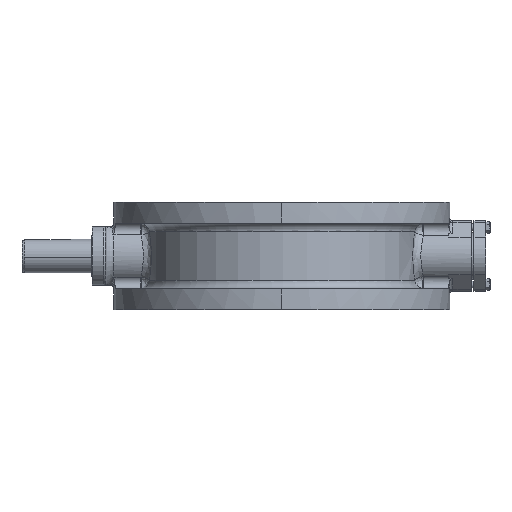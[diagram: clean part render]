
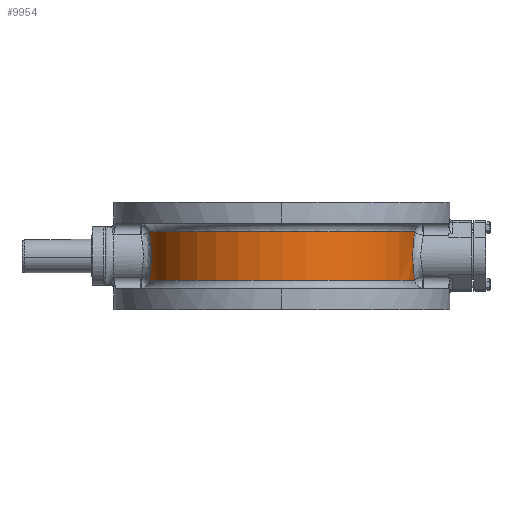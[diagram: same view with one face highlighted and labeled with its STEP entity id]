
A CAD part, front view. The second image highlights one B-rep face of the part: STEP entity #9954.
In plain terms, the highlighted cylindrical face has radius 255.588 mm (diameter 511.175 mm), a partial arc.
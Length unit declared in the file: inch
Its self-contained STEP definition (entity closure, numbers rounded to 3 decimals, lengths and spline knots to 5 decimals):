
#3606=CARTESIAN_POINT('',(9.90236,-1.78806,
-1.81241));
#3607=CARTESIAN_POINT('',(9.89698,-1.81784,
-1.77927));
#3608=CARTESIAN_POINT('',(9.88629,-1.87555,
-1.71122));
#3609=CARTESIAN_POINT('',(9.87037,-1.95752,
-1.60449));
#3610=CARTESIAN_POINT('',(9.85486,-2.0341,
-1.49313));
#3611=CARTESIAN_POINT('',(9.83991,-2.10517,
-1.37754));
#3612=CARTESIAN_POINT('',(9.8257,-2.17045,
-1.25806));
#3613=CARTESIAN_POINT('',(9.8124,-2.22976,
-1.13506));
#3614=CARTESIAN_POINT('',(9.80016,-2.2829,
-1.00889));
#3615=CARTESIAN_POINT('',(9.78913,-2.32971,
-0.87991));
#3616=CARTESIAN_POINT('',(9.77943,-2.37006,
-0.74851));
#3617=CARTESIAN_POINT('',(9.77117,-2.40386,
-0.61507));
#3618=CARTESIAN_POINT('',(9.76445,-2.43098,
-0.47999));
#3619=CARTESIAN_POINT('',(9.75935,-2.45135,
-0.34368));
#3620=CARTESIAN_POINT('',(9.75592,-2.46495,
-0.20652));
#3621=CARTESIAN_POINT('',(9.75419,-2.47178,
-0.06885));
#3622=CARTESIAN_POINT('',(9.75419,-2.47177,
0.06899));
#3623=CARTESIAN_POINT('',(9.75592,-2.46494,
0.20666));
#3624=CARTESIAN_POINT('',(9.75935,-2.45133,
0.3438));
#3625=CARTESIAN_POINT('',(9.76445,-2.43097,
0.48007));
#3626=CARTESIAN_POINT('',(9.77117,-2.40385,
0.61511));
#3627=CARTESIAN_POINT('',(9.77943,-2.37006,
0.74853));
#3628=CARTESIAN_POINT('',(9.78913,-2.3297,
0.87995));
#3629=CARTESIAN_POINT('',(9.80017,-2.28287,1.00897));
#3630=CARTESIAN_POINT('',(9.81241,-2.2297,1.13518));
#3631=CARTESIAN_POINT('',(9.82572,-2.17038,1.25821));
#3632=CARTESIAN_POINT('',(9.83993,-2.10508,1.3777));
#3633=CARTESIAN_POINT('',(9.85488,-2.034,1.49328));
#3634=CARTESIAN_POINT('',(9.87039,-1.95743,1.60461));
#3635=CARTESIAN_POINT('',(9.8863,-1.87547,1.71133));
#3636=CARTESIAN_POINT('',(9.89699,-1.81781,1.77927));
#3637=CARTESIAN_POINT('',(9.90237,-1.78803,1.81241));
#3639=CARTESIAN_POINT('',(0.,0.,-1.8125));
#3640=DIRECTION('',(0.,0.,-1.));
#3641=DIRECTION('',(0.984,-0.178,0.));
#3642=AXIS2_PLACEMENT_3D('',#3639,#3640,#3641);
#3644=CARTESIAN_POINT('',(-9.8567,-2.02468,1.8125));
#3645=CARTESIAN_POINT('',(-9.85068,-2.05399,
1.77556));
#3646=CARTESIAN_POINT('',(-9.83871,-2.11095,
1.70019));
#3647=CARTESIAN_POINT('',(-9.82121,-2.19083,
1.58197));
#3648=CARTESIAN_POINT('',(-9.80431,-2.2652,
1.45909));
#3649=CARTESIAN_POINT('',(-9.78824,-2.33362,
1.33193));
#3650=CARTESIAN_POINT('',(-9.77319,-2.39579,
1.20096));
#3651=CARTESIAN_POINT('',(-9.75936,-2.45148,
1.06666));
#3652=CARTESIAN_POINT('',(-9.74691,-2.50046,
0.92959));
#3653=CARTESIAN_POINT('',(-9.736,-2.5426,
0.79023));
#3654=CARTESIAN_POINT('',(-9.72673,-2.5778,
0.64887));
#3655=CARTESIAN_POINT('',(-9.7192,-2.60602,
0.5059));
#3656=CARTESIAN_POINT('',(-9.71348,-2.62723,
0.36164));
#3657=CARTESIAN_POINT('',(-9.70964,-2.64137,
0.21648));
#3658=CARTESIAN_POINT('',(-9.70773,-2.64836,
0.07078));
#3659=CARTESIAN_POINT('',(-9.70777,-2.64824,
-0.07506));
#3660=CARTESIAN_POINT('',(-9.70973,-2.64104,
-0.2207));
#3661=CARTESIAN_POINT('',(-9.71361,-2.62674,
-0.3658));
#3662=CARTESIAN_POINT('',(-9.71938,-2.60533,
-0.51));
#3663=CARTESIAN_POINT('',(-9.72697,-2.57687,
-0.65298));
#3664=CARTESIAN_POINT('',(-9.7363,-2.54145,
-0.79435));
#3665=CARTESIAN_POINT('',(-9.74726,-2.49912,
-0.93371));
#3666=CARTESIAN_POINT('',(-9.75975,-2.44993,
-1.07068));
#3667=CARTESIAN_POINT('',(-9.77361,-2.3941,
-1.20475));
#3668=CARTESIAN_POINT('',(-9.78866,-2.33186,
-1.33537));
#3669=CARTESIAN_POINT('',(-9.8047,-2.26354,
-1.46202));
#3670=CARTESIAN_POINT('',(-9.82154,-2.18935,
-1.58415));
#3671=CARTESIAN_POINT('',(-9.83888,-2.11017,
-1.70161));
#3672=CARTESIAN_POINT('',(-9.85086,-2.05313,
-1.77589));
#3673=CARTESIAN_POINT('',(-9.85682,-2.02409,-1.8125));
#3675=CARTESIAN_POINT('',(0.,0.,1.8125));
#3676=DIRECTION('',(0.,0.,1.));
#3677=DIRECTION('',(-0.98,-0.201,0.));
#3678=AXIS2_PLACEMENT_3D('',#3675,#3676,#3677);
#5385=VERTEX_POINT('',#3606);
#5386=VERTEX_POINT('',#3637);
#5437=CARTESIAN_POINT('',(-9.8567,-2.02468,1.8125));
#5438=VERTEX_POINT('',#5437);
#5439=CARTESIAN_POINT('',(-9.85682,-2.02409,-1.8125));
#5440=VERTEX_POINT('',#5439);
#9941=CARTESIAN_POINT('',(0.,0.,4.675));
#9942=DIRECTION('',(0.,0.,-1.));
#9943=DIRECTION('',(0.,-1.,0.));
#9944=AXIS2_PLACEMENT_3D('',#9941,#9942,#9943);
#9945=CYLINDRICAL_SURFACE('',#9944,10.0625);
#9946=ORIENTED_EDGE('',*,*,#9343,.F.);
#9948=ORIENTED_EDGE('',*,*,#9947,.T.);
#9950=ORIENTED_EDGE('',*,*,#9949,.F.);
#9951=ORIENTED_EDGE('',*,*,#9933,.T.);
#9952=EDGE_LOOP('',(#9946,#9948,#9950,#9951));
#9953=FACE_OUTER_BOUND('',#9952,.F.);
#9954=ADVANCED_FACE('',(#9953),#9945,.T.);
#3638=B_SPLINE_CURVE_WITH_KNOTS('',3,(#3606,#3607,#3608,#3609,#3610,#3611,#3612,
#3613,#3614,#3615,#3616,#3617,#3618,#3619,#3620,#3621,#3622,#3623,#3624,#3625,
#3626,#3627,#3628,#3629,#3630,#3631,#3632,#3633,#3634,#3635,#3636,#3637),
.UNSPECIFIED.,.F.,.F.,(4,1,1,1,1,1,1,1,1,1,1,1,1,1,1,1,1,1,1,1,1,1,1,1,1,1,1,1,
1,4),(0.,0.03448,0.06897,0.10345,
0.13793,0.17241,0.2069,0.24138,
0.27586,0.31034,0.34483,0.37931,
0.41379,0.44828,0.48276,0.51724,
0.55172,0.58621,0.62069,0.65517,
0.68966,0.72414,0.75862,0.7931,
0.82759,0.86207,0.89655,0.93103,
0.96552,1.),.UNSPECIFIED.);
#3643=CIRCLE('',#3642,10.0625);
#3674=B_SPLINE_CURVE_WITH_KNOTS('',3,(#3644,#3645,#3646,#3647,#3648,#3649,#3650,
#3651,#3652,#3653,#3654,#3655,#3656,#3657,#3658,#3659,#3660,#3661,#3662,#3663,
#3664,#3665,#3666,#3667,#3668,#3669,#3670,#3671,#3672,#3673),.UNSPECIFIED.,.F.,
.F.,(4,1,1,1,1,1,1,1,1,1,1,1,1,1,1,1,1,1,1,1,1,1,1,1,1,1,1,4),(0.,
0.03704,0.07407,0.11111,0.14815,
0.18519,0.22222,0.25926,0.2963,
0.33333,0.37037,0.40741,0.44444,
0.48148,0.51852,0.55556,0.59259,
0.62963,0.66667,0.7037,0.74074,
0.77778,0.81481,0.85185,0.88889,
0.92593,0.96296,1.),.UNSPECIFIED.);
#3679=CIRCLE('',#3678,10.0625);
#9343=EDGE_CURVE('',#5385,#5386,#3638,.T.);
#9933=EDGE_CURVE('',#5438,#5386,#3679,.T.);
#9947=EDGE_CURVE('',#5385,#5440,#3643,.T.);
#9949=EDGE_CURVE('',#5438,#5440,#3674,.T.);
